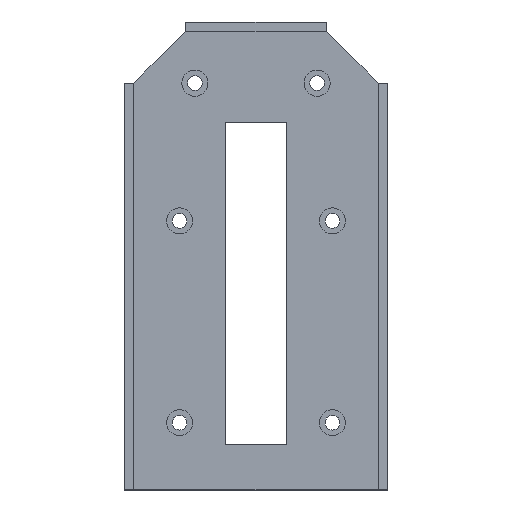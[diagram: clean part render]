
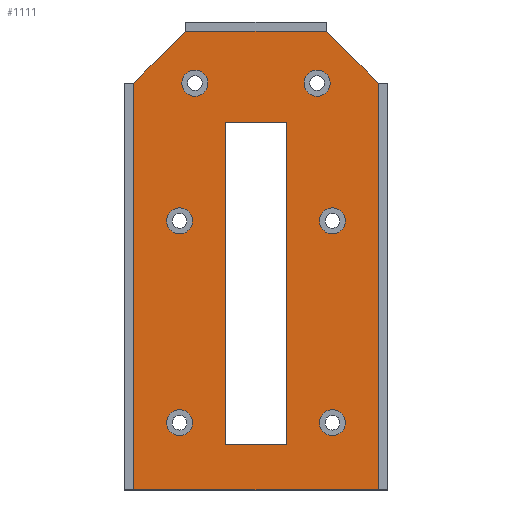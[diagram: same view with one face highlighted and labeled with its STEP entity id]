
A CAD part, top view. The second image highlights one B-rep face of the part: STEP entity #1111.
In plain terms, the highlighted planar face has unit normal (0, 0, 1).
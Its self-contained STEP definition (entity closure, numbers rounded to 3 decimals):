
#97 = VERTEX_POINT('',#98);
#98 = CARTESIAN_POINT('',(-40.,133.,4.));
#118 = EDGE_CURVE('',#119,#97,#121,.T.);
#119 = VERTEX_POINT('',#120);
#120 = CARTESIAN_POINT('',(-23.,150.,4.));
#121 = LINE('',#122,#123);
#122 = CARTESIAN_POINT('',(-41.,132.,4.));
#123 = VECTOR('',#124,1.);
#124 = DIRECTION('',(-0.707,-0.707,-0.));
#212 = EDGE_CURVE('',#213,#97,#215,.T.);
#213 = VERTEX_POINT('',#214);
#214 = CARTESIAN_POINT('',(-40.,0.,4.));
#215 = LINE('',#216,#217);
#216 = CARTESIAN_POINT('',(-40.,0.,4.));
#217 = VECTOR('',#218,1.);
#218 = DIRECTION('',(0.,1.,0.));
#436 = VERTEX_POINT('',#437);
#437 = CARTESIAN_POINT('',(40.,133.,4.));
#457 = EDGE_CURVE('',#458,#436,#460,.T.);
#458 = VERTEX_POINT('',#459);
#459 = CARTESIAN_POINT('',(23.,150.,4.));
#460 = LINE('',#461,#462);
#461 = CARTESIAN_POINT('',(41.,132.,4.));
#462 = VECTOR('',#463,1.);
#463 = DIRECTION('',(0.707,-0.707,0.));
#537 = EDGE_CURVE('',#538,#436,#540,.T.);
#538 = VERTEX_POINT('',#539);
#539 = CARTESIAN_POINT('',(40.,0.,4.));
#540 = LINE('',#541,#542);
#541 = CARTESIAN_POINT('',(40.,0.,4.));
#542 = VECTOR('',#543,1.);
#543 = DIRECTION('',(0.,1.,0.));
#562 = VERTEX_POINT('',#563);
#563 = CARTESIAN_POINT('',(10.,15.,4.));
#571 = VERTEX_POINT('',#572);
#572 = CARTESIAN_POINT('',(10.,120.,4.));
#578 = EDGE_CURVE('',#562,#571,#579,.T.);
#579 = LINE('',#580,#581);
#580 = CARTESIAN_POINT('',(10.,15.,4.));
#581 = VECTOR('',#582,1.);
#582 = DIRECTION('',(0.,1.,0.));
#593 = VERTEX_POINT('',#594);
#594 = CARTESIAN_POINT('',(-10.,15.,4.));
#602 = VERTEX_POINT('',#603);
#603 = CARTESIAN_POINT('',(-10.,120.,4.));
#609 = EDGE_CURVE('',#593,#602,#610,.T.);
#610 = LINE('',#611,#612);
#611 = CARTESIAN_POINT('',(-10.,15.,4.));
#612 = VECTOR('',#613,1.);
#613 = DIRECTION('',(0.,1.,0.));
#669 = VERTEX_POINT('',#670);
#670 = CARTESIAN_POINT('',(29.25,88.,4.));
#676 = EDGE_CURVE('',#669,#669,#677,.T.);
#677 = CIRCLE('',#678,4.25);
#678 = AXIS2_PLACEMENT_3D('',#679,#680,#681);
#679 = CARTESIAN_POINT('',(25.,88.,4.));
#680 = DIRECTION('',(0.,0.,1.));
#681 = DIRECTION('',(1.,0.,0.));
#739 = VERTEX_POINT('',#740);
#740 = CARTESIAN_POINT('',(29.25,22.,4.));
#746 = EDGE_CURVE('',#739,#739,#747,.T.);
#747 = CIRCLE('',#748,4.25);
#748 = AXIS2_PLACEMENT_3D('',#749,#750,#751);
#749 = CARTESIAN_POINT('',(25.,22.,4.));
#750 = DIRECTION('',(0.,0.,1.));
#751 = DIRECTION('',(1.,0.,0.));
#809 = VERTEX_POINT('',#810);
#810 = CARTESIAN_POINT('',(24.25,133.,4.));
#816 = EDGE_CURVE('',#809,#809,#817,.T.);
#817 = CIRCLE('',#818,4.25);
#818 = AXIS2_PLACEMENT_3D('',#819,#820,#821);
#819 = CARTESIAN_POINT('',(20.,133.,4.));
#820 = DIRECTION('',(0.,0.,1.));
#821 = DIRECTION('',(1.,0.,0.));
#879 = VERTEX_POINT('',#880);
#880 = CARTESIAN_POINT('',(-24.25,133.,4.));
#886 = EDGE_CURVE('',#879,#879,#887,.T.);
#887 = CIRCLE('',#888,4.25);
#888 = AXIS2_PLACEMENT_3D('',#889,#890,#891);
#889 = CARTESIAN_POINT('',(-20.,133.,4.));
#890 = DIRECTION('',(0.,0.,-1.));
#891 = DIRECTION('',(-1.,-0.,-0.));
#949 = VERTEX_POINT('',#950);
#950 = CARTESIAN_POINT('',(-29.25,88.,4.));
#956 = EDGE_CURVE('',#949,#949,#957,.T.);
#957 = CIRCLE('',#958,4.25);
#958 = AXIS2_PLACEMENT_3D('',#959,#960,#961);
#959 = CARTESIAN_POINT('',(-25.,88.,4.));
#960 = DIRECTION('',(0.,0.,-1.));
#961 = DIRECTION('',(-1.,-0.,-0.));
#1019 = VERTEX_POINT('',#1020);
#1020 = CARTESIAN_POINT('',(-29.25,22.,4.));
#1026 = EDGE_CURVE('',#1019,#1019,#1027,.T.);
#1027 = CIRCLE('',#1028,4.25);
#1028 = AXIS2_PLACEMENT_3D('',#1029,#1030,#1031);
#1029 = CARTESIAN_POINT('',(-25.,22.,4.));
#1030 = DIRECTION('',(0.,0.,-1.));
#1031 = DIRECTION('',(-1.,-0.,-0.));
#1046 = EDGE_CURVE('',#562,#593,#1047,.T.);
#1047 = LINE('',#1048,#1049);
#1048 = CARTESIAN_POINT('',(0.,15.,4.));
#1049 = VECTOR('',#1050,1.);
#1050 = DIRECTION('',(-1.,-0.,-0.));
#1064 = EDGE_CURVE('',#213,#538,#1065,.T.);
#1065 = LINE('',#1066,#1067);
#1066 = CARTESIAN_POINT('',(0.,0.,4.));
#1067 = VECTOR('',#1068,1.);
#1068 = DIRECTION('',(1.,0.,0.));
#1082 = EDGE_CURVE('',#571,#602,#1083,.T.);
#1083 = LINE('',#1084,#1085);
#1084 = CARTESIAN_POINT('',(10.,120.,4.));
#1085 = VECTOR('',#1086,1.);
#1086 = DIRECTION('',(-1.,0.,0.));
#1111 = ADVANCED_FACE('',(#1112,#1125,#1131,#1134,#1137,#1140,#1143,
    #1146),#1149,.T.);
#1112 = FACE_BOUND('',#1113,.T.);
#1113 = EDGE_LOOP('',(#1114,#1115,#1121,#1122,#1123,#1124));
#1114 = ORIENTED_EDGE('',*,*,#457,.F.);
#1115 = ORIENTED_EDGE('',*,*,#1116,.T.);
#1116 = EDGE_CURVE('',#458,#119,#1117,.T.);
#1117 = LINE('',#1118,#1119);
#1118 = CARTESIAN_POINT('',(40.,150.,4.));
#1119 = VECTOR('',#1120,1.);
#1120 = DIRECTION('',(-1.,0.,0.));
#1121 = ORIENTED_EDGE('',*,*,#118,.T.);
#1122 = ORIENTED_EDGE('',*,*,#212,.F.);
#1123 = ORIENTED_EDGE('',*,*,#1064,.T.);
#1124 = ORIENTED_EDGE('',*,*,#537,.T.);
#1125 = FACE_BOUND('',#1126,.T.);
#1126 = EDGE_LOOP('',(#1127,#1128,#1129,#1130));
#1127 = ORIENTED_EDGE('',*,*,#1082,.F.);
#1128 = ORIENTED_EDGE('',*,*,#578,.F.);
#1129 = ORIENTED_EDGE('',*,*,#1046,.T.);
#1130 = ORIENTED_EDGE('',*,*,#609,.T.);
#1131 = FACE_BOUND('',#1132,.T.);
#1132 = EDGE_LOOP('',(#1133));
#1133 = ORIENTED_EDGE('',*,*,#816,.F.);
#1134 = FACE_BOUND('',#1135,.T.);
#1135 = EDGE_LOOP('',(#1136));
#1136 = ORIENTED_EDGE('',*,*,#746,.F.);
#1137 = FACE_BOUND('',#1138,.T.);
#1138 = EDGE_LOOP('',(#1139));
#1139 = ORIENTED_EDGE('',*,*,#676,.F.);
#1140 = FACE_BOUND('',#1141,.T.);
#1141 = EDGE_LOOP('',(#1142));
#1142 = ORIENTED_EDGE('',*,*,#1026,.T.);
#1143 = FACE_BOUND('',#1144,.T.);
#1144 = EDGE_LOOP('',(#1145));
#1145 = ORIENTED_EDGE('',*,*,#886,.T.);
#1146 = FACE_BOUND('',#1147,.T.);
#1147 = EDGE_LOOP('',(#1148));
#1148 = ORIENTED_EDGE('',*,*,#956,.T.);
#1149 = PLANE('',#1150);
#1150 = AXIS2_PLACEMENT_3D('',#1151,#1152,#1153);
#1151 = CARTESIAN_POINT('',(0.,71.334,4.));
#1152 = DIRECTION('',(0.,0.,1.));
#1153 = DIRECTION('',(1.,0.,-0.));
